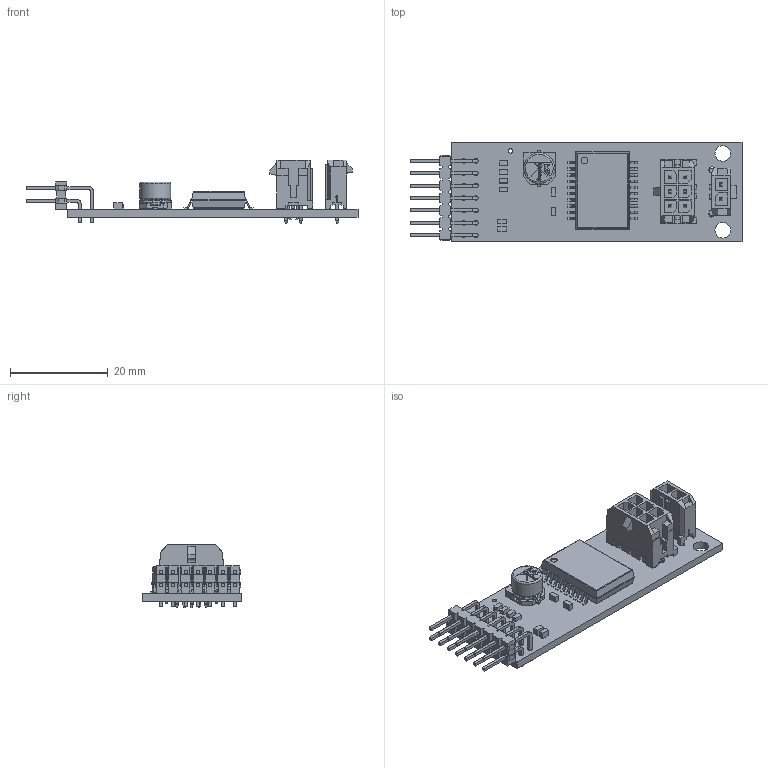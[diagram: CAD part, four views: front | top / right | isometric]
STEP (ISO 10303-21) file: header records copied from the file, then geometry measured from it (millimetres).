
FILE_DESCRIPTION(/* description */ (''),/* implementation_level */ '2;1');
FILE_NAME(/* name */ 'Stepper Motor V1.0.stp',/* time_stamp */ '2023-08-21T15:58:05+02:00',/* author */ ('gabriel.paciotti'),/* organization */ (''),/* preprocessor_version */ 'ST-DEVELOPER v18.1',/* originating_system */ 'Autodesk Inventor 2021',/* authorisation */ '');
FILE_SCHEMA (('AUTOMOTIVE_DESIGN { 1 0 10303 214 3 1 1 }'));
Length unit declared in the file: millimetre
Products named in the file (1): Stepper Motor V1.0
Bounding box: 68.01 x 20.38 x 13.09 mm (x, y, z)
Volume: 3779.4 mm3; surface area: 6560.6 mm2
Topology: 37 solids, 37 shells, 1553 faces, 4014 edges, 2612 vertices
Faces by surface type: plane 1340, cylinder 188, bspline 16, torus 7, cone 2
Full cylindrical faces by diameter (mm): 0.787 x1, 0.9 x17, 0.913 x1, 1 x4, 1.02 x12, 1.27 x2, 1.375 x1, 1.544 x1, 1.669 x1, 2.41 x2, 3.2 x2, 3.812 x1, 3.938 x1, 4.41 x1, 6.15 x1, 6.3 x1
Entity records: 48737 total; most frequent: CARTESIAN_POINT 9357, ORIENTED_EDGE 8028, DIRECTION 7566, EDGE_CURVE 4014, LINE 3560, VECTOR 3560, VERTEX_POINT 2612, AXIS2_PLACEMENT_3D 2003
